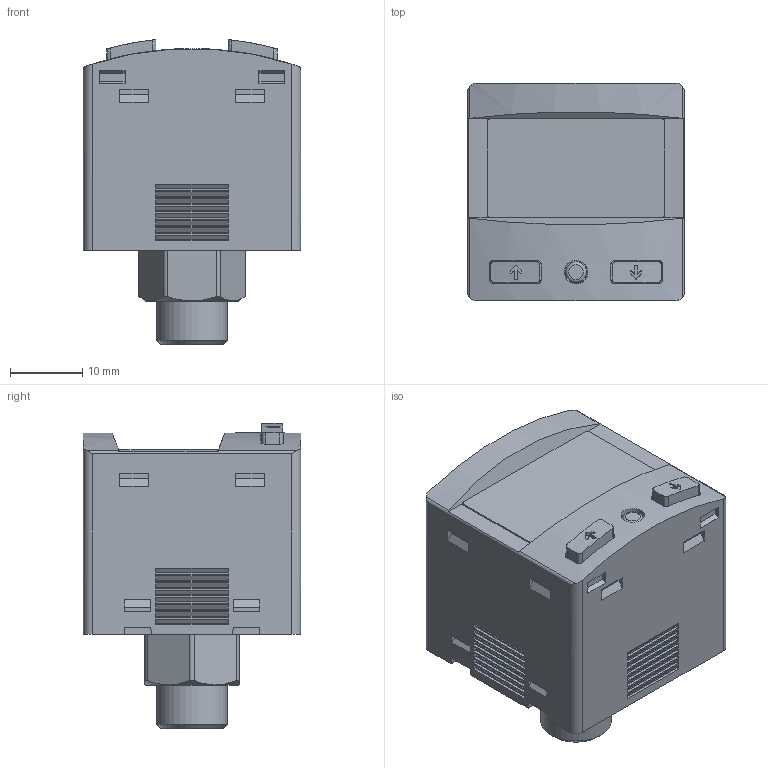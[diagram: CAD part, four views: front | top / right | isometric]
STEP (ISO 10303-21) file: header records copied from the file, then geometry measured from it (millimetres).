
FILE_DESCRIPTION(/* description */ ('STEP AP214'),/* implementation_level */ '2;1');
FILE_NAME(/* name */ '8114751_SPAN-B-B2R-G18M-PN-L1',/* time_stamp */ '2024-09-11T16:25:16+02:00',/* author */ ('License CC BY-ND 4.0'),/* organization */ ('CADENAS'),/* preprocessor_version */ 'ST-DEVELOPER v19.3',/* originating_system */ 'PARTsolutions',/* authorisation */ ' ');
FILE_SCHEMA (('AUTOMOTIVE_DESIGN {1 0 10303 214 3 1 1}'));
Length unit declared in the file: millimetre
Products named in the file (3): 8114751 SPAN-B-B2R-G18M-PN-L1---(high); 8003300 SPAN-B-B2-G18M----(high_s); 8116374 SPAN-B-G18-G18
Assembly tree (2 placements, depth 2):
  8114751 SPAN-B-B2R-G18M-PN-L1---(high)
    8003300 SPAN-B-B2-G18M----(high_s)
    8116374 SPAN-B-G18-G18
Bounding box: 30 x 30 x 42.12 mm (x, y, z)
Volume: 24358.8 mm3; surface area: 7384.2 mm2
Topology: 2 solids, 2 shells, 457 faces, 1139 edges, 754 vertices
Faces by surface type: plane 383, cylinder 63, cone 10, torus 1
Full cylindrical faces by diameter (mm): 1 x1, 2.459 x2, 5.5 x1, 8.566 x1, 9.728 x2
Entity records: 16457 total; most frequent: CARTESIAN_POINT 2501, ORIENTED_EDGE 2238, DIRECTION 2099, EDGE_CURVE 1119, LINE 957, VECTOR 957, VERTEX_POINT 752, AXIS2_PLACEMENT_3D 571
